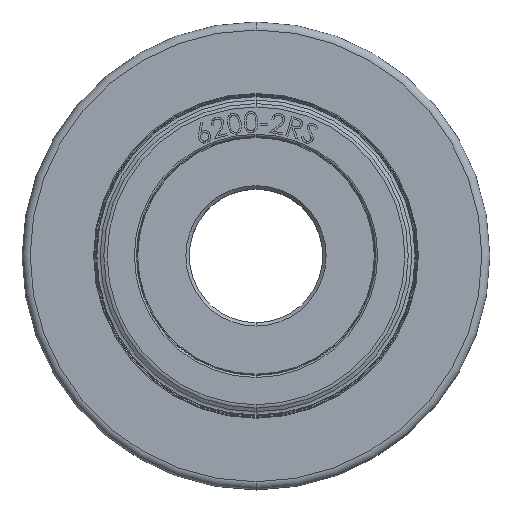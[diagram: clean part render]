
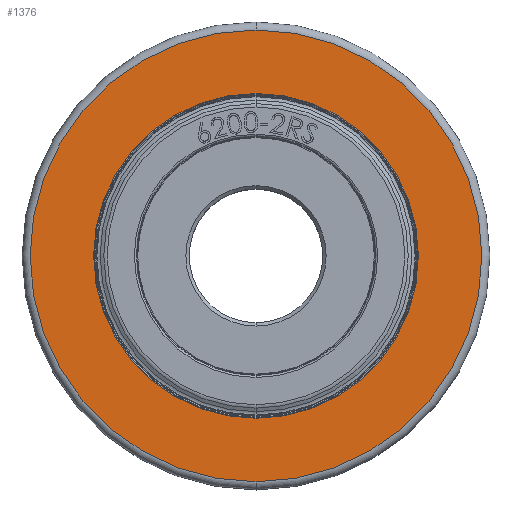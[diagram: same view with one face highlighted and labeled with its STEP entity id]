
A CAD part, top view. The second image highlights one B-rep face of the part: STEP entity #1376.
In plain terms, the highlighted planar face has unit normal (0, 0, 1).
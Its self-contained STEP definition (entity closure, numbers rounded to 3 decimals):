
#241 = VERTEX_POINT ( 'NONE', #6958 ) ;
#668 = AXIS2_PLACEMENT_3D ( 'NONE', #1606, #7575, #2463 ) ;
#681 = ORIENTED_EDGE ( 'NONE', *, *, #756, .T. ) ;
#729 = CARTESIAN_POINT ( 'NONE',  ( 0., 0., 11. ) ) ;
#756 = EDGE_CURVE ( 'NONE', #241, #3218, #8288, .T. ) ;
#914 = AXIS2_PLACEMENT_3D ( 'NONE', #2176, #10735, #3966 ) ;
#934 = CARTESIAN_POINT ( 'NONE',  ( 0., 0., 11. ) ) ;
#961 = ORIENTED_EDGE ( 'NONE', *, *, #8840, .T. ) ;
#1158 = EDGE_CURVE ( 'NONE', #8585, #6217, #10419, .T. ) ;
#1376 = ADVANCED_FACE ( 'NONE', ( #3667, #1404 ), #8936, .T. ) ;
#1404 = FACE_OUTER_BOUND ( 'NONE', #9549, .T. ) ;
#1499 = ORIENTED_EDGE ( 'NONE', *, *, #1158, .F. ) ;
#1606 = CARTESIAN_POINT ( 'NONE',  ( 0., 0., 11. ) ) ;
#1769 = EDGE_CURVE ( 'NONE', #6217, #8585, #5638, .T. ) ;
#1825 = DIRECTION ( 'NONE',  ( 0., 0., -1. ) ) ;
#1890 = CIRCLE ( 'NONE', #9095, 12.15 ) ;
#2124 = CARTESIAN_POINT ( 'NONE',  ( 0., 16.9, 11. ) ) ;
#2176 = CARTESIAN_POINT ( 'NONE',  ( 0., 12.15, 11. ) ) ;
#2463 = DIRECTION ( 'NONE',  ( 0., 1., 0. ) ) ;
#2683 = AXIS2_PLACEMENT_3D ( 'NONE', #10598, #3701, #8823 ) ;
#3218 = VERTEX_POINT ( 'NONE', #6223 ) ;
#3667 = FACE_BOUND ( 'NONE', #10521, .T. ) ;
#3701 = DIRECTION ( 'NONE',  ( 0., 0., -1. ) ) ;
#3966 = DIRECTION ( 'NONE',  ( 0., -1., 0. ) ) ;
#5638 = CIRCLE ( 'NONE', #7194, 16.9 ) ;
#6217 = VERTEX_POINT ( 'NONE', #2124 ) ;
#6223 = CARTESIAN_POINT ( 'NONE',  ( 0., 12.15, 11. ) ) ;
#6958 = CARTESIAN_POINT ( 'NONE',  ( 0., -12.15, 11. ) ) ;
#7194 = AXIS2_PLACEMENT_3D ( 'NONE', #934, #1825, #7788 ) ;
#7575 = DIRECTION ( 'NONE',  ( 0., 0., -1. ) ) ;
#7788 = DIRECTION ( 'NONE',  ( 0., 1., 0. ) ) ;
#8288 = CIRCLE ( 'NONE', #668, 12.15 ) ;
#8408 = DIRECTION ( 'NONE',  ( 0., 0., -1. ) ) ;
#8585 = VERTEX_POINT ( 'NONE', #10722 ) ;
#8823 = DIRECTION ( 'NONE',  ( 0., 1., 0. ) ) ;
#8840 = EDGE_CURVE ( 'NONE', #3218, #241, #1890, .T. ) ;
#8936 = PLANE ( 'NONE',  #914 ) ;
#9095 = AXIS2_PLACEMENT_3D ( 'NONE', #729, #8408, #9302 ) ;
#9302 = DIRECTION ( 'NONE',  ( 0., 1., 0. ) ) ;
#9549 = EDGE_LOOP ( 'NONE', ( #11053, #1499 ) ) ;
#10419 = CIRCLE ( 'NONE', #2683, 16.9 ) ;
#10521 = EDGE_LOOP ( 'NONE', ( #961, #681 ) ) ;
#10598 = CARTESIAN_POINT ( 'NONE',  ( 0., 0., 11. ) ) ;
#10722 = CARTESIAN_POINT ( 'NONE',  ( 0., -16.9, 11. ) ) ;
#10735 = DIRECTION ( 'NONE',  ( 0., 0., 1. ) ) ;
#11053 = ORIENTED_EDGE ( 'NONE', *, *, #1769, .F. ) ;
